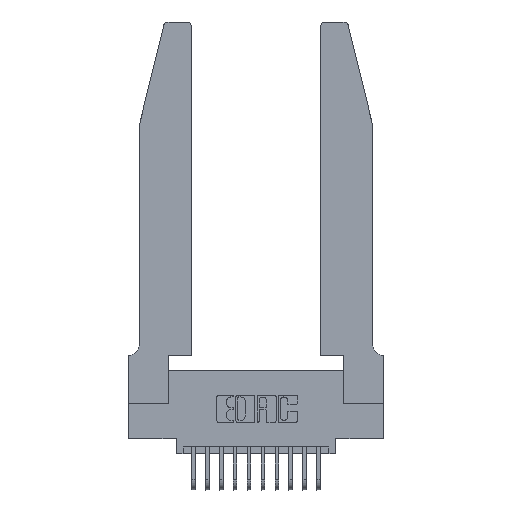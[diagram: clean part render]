
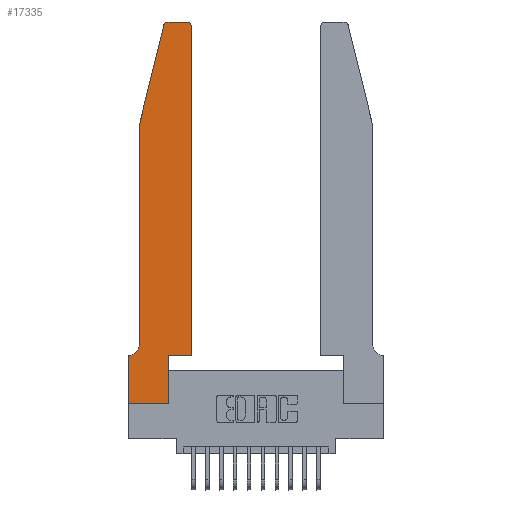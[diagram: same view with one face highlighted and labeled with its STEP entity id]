
A CAD part, top view. The second image highlights one B-rep face of the part: STEP entity #17335.
In plain terms, the highlighted planar face has unit normal (0, 0, 1).
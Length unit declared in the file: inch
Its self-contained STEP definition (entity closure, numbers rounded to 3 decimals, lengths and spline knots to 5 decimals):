
#99 = CARTESIAN_POINT ( 'NONE',  ( 0.2865, 0.35, 0.37 ) ) ;
#162 = CARTESIAN_POINT ( 'NONE',  ( 0.2865, 0., 0.37 ) ) ;
#408 = CARTESIAN_POINT ( 'NONE',  ( 0.284, 2.72, 0.37 ) ) ;
#672 = CARTESIAN_POINT ( 'NONE',  ( 0.0055, 0.35, 0.37 ) ) ;
#960 = DIRECTION ( 'NONE',  ( 0., 0., -1. ) ) ;
#1453 = DIRECTION ( 'NONE',  ( 0., 0., 1. ) ) ;
#1544 = CARTESIAN_POINT ( 'NONE',  ( 0.0755, 2., 0.37 ) ) ;
#1633 = VECTOR ( 'NONE', #5105, 39.37008 ) ;
#1642 = ORIENTED_EDGE ( 'NONE', *, *, #7808, .T. ) ;
#1987 = ORIENTED_EDGE ( 'NONE', *, *, #2107, .T. ) ;
#1997 = CARTESIAN_POINT ( 'NONE',  ( 0.284, 2.75, 0.37 ) ) ;
#2107 = EDGE_CURVE ( 'NONE', #10136, #10169, #12023, .T. ) ;
#2115 = LINE ( 'NONE', #2636, #16338 ) ;
#2225 = EDGE_CURVE ( 'NONE', #11433, #10591, #13799, .T. ) ;
#2258 = CARTESIAN_POINT ( 'NONE',  ( 0.0755, 2., 0.37 ) ) ;
#2370 = VECTOR ( 'NONE', #9550, 39.37008 ) ;
#2636 = CARTESIAN_POINT ( 'NONE',  ( 0., 0., 0.37 ) ) ;
#2703 = EDGE_CURVE ( 'NONE', #12174, #16454, #18080, .T. ) ;
#2722 = LINE ( 'NONE', #99, #14689 ) ;
#2792 = DIRECTION ( 'NONE',  ( 0., -1., 0. ) ) ;
#2918 = EDGE_CURVE ( 'NONE', #17551, #11836, #2722, .T. ) ;
#2919 = ORIENTED_EDGE ( 'NONE', *, *, #13249, .T. ) ;
#3055 = CARTESIAN_POINT ( 'NONE',  ( 0.4505, 0.35, 0.37 ) ) ;
#3414 = VERTEX_POINT ( 'NONE', #17319 ) ;
#3985 = EDGE_CURVE ( 'NONE', #10169, #5369, #12362, .T. ) ;
#4008 = CARTESIAN_POINT ( 'NONE',  ( 0.0055, 0.42, 0.37 ) ) ;
#4135 = LINE ( 'NONE', #12801, #15625 ) ;
#4279 = ORIENTED_EDGE ( 'NONE', *, *, #3985, .T. ) ;
#4532 = DIRECTION ( 'NONE',  ( 1., 0., 0. ) ) ;
#4651 = ORIENTED_EDGE ( 'NONE', *, *, #11459, .T. ) ;
#5105 = DIRECTION ( 'NONE',  ( 0., 1., 0. ) ) ;
#5177 = CARTESIAN_POINT ( 'NONE',  ( 0.2605, 2.75, 0.37 ) ) ;
#5369 = VERTEX_POINT ( 'NONE', #7914 ) ;
#6246 = LINE ( 'NONE', #11409, #17950 ) ;
#6328 = ORIENTED_EDGE ( 'NONE', *, *, #14985, .T. ) ;
#6420 = ORIENTED_EDGE ( 'NONE', *, *, #2703, .T. ) ;
#7341 = VERTEX_POINT ( 'NONE', #1997 ) ;
#7808 = EDGE_CURVE ( 'NONE', #7341, #12174, #18306, .T. ) ;
#7914 = CARTESIAN_POINT ( 'NONE',  ( 0.4205, 2.75, 0.37 ) ) ;
#8055 = LINE ( 'NONE', #3055, #17727 ) ;
#8557 = ORIENTED_EDGE ( 'NONE', *, *, #13713, .T. ) ;
#8565 = DIRECTION ( 'NONE',  ( 0., 0., 1. ) ) ;
#8807 = AXIS2_PLACEMENT_3D ( 'NONE', #408, #8819, #10498 ) ;
#8819 = DIRECTION ( 'NONE',  ( 0., 0., 1. ) ) ;
#9493 = AXIS2_PLACEMENT_3D ( 'NONE', #11561, #8565, #17182 ) ;
#9550 = DIRECTION ( 'NONE',  ( -1., 0., 0. ) ) ;
#9574 = AXIS2_PLACEMENT_3D ( 'NONE', #10085, #1453, #11530 ) ;
#9746 = PLANE ( 'NONE',  #9493 ) ;
#9941 = ORIENTED_EDGE ( 'NONE', *, *, #13520, .T. ) ;
#10015 = EDGE_LOOP ( 'NONE', ( #8557, #1642, #6420, #2919, #16818, #6328, #9941, #12276, #10937, #4651, #1987, #4279 ) ) ;
#10085 = CARTESIAN_POINT ( 'NONE',  ( 0.4205, 2.72, 0.37 ) ) ;
#10136 = VERTEX_POINT ( 'NONE', #10408 ) ;
#10169 = VERTEX_POINT ( 'NONE', #12162 ) ;
#10408 = CARTESIAN_POINT ( 'NONE',  ( 0.4505, 0.35, 0.37 ) ) ;
#10498 = DIRECTION ( 'NONE',  ( 1., 0., 0. ) ) ;
#10579 = VERTEX_POINT ( 'NONE', #12206 ) ;
#10591 = VERTEX_POINT ( 'NONE', #672 ) ;
#10684 = CARTESIAN_POINT ( 'NONE',  ( 0.4505, 0.35, 0.37 ) ) ;
#10809 = CARTESIAN_POINT ( 'NONE',  ( 0.2865, 0.35, 0.37 ) ) ;
#10937 = ORIENTED_EDGE ( 'NONE', *, *, #2918, .T. ) ;
#11164 = DIRECTION ( 'NONE',  ( -1., 0., 0. ) ) ;
#11409 = CARTESIAN_POINT ( 'NONE',  ( 0., 0., 0.37 ) ) ;
#11433 = VERTEX_POINT ( 'NONE', #15911 ) ;
#11459 = EDGE_CURVE ( 'NONE', #11836, #10136, #8055, .T. ) ;
#11530 = DIRECTION ( 'NONE',  ( 1., 0., 0. ) ) ;
#11561 = CARTESIAN_POINT ( 'NONE',  ( 0., 0.35, 0.37 ) ) ;
#11836 = VERTEX_POINT ( 'NONE', #10809 ) ;
#12023 = LINE ( 'NONE', #10684, #1633 ) ;
#12162 = CARTESIAN_POINT ( 'NONE',  ( 0.4505, 2.72, 0.37 ) ) ;
#12174 = VERTEX_POINT ( 'NONE', #16293 ) ;
#12206 = CARTESIAN_POINT ( 'NONE',  ( 0., 0., 0.37 ) ) ;
#12276 = ORIENTED_EDGE ( 'NONE', *, *, #14225, .T. ) ;
#12331 = DIRECTION ( 'NONE',  ( -0.239, -0.971, 0. ) ) ;
#12362 = CIRCLE ( 'NONE', #9574, 0.03 ) ;
#12633 = DIRECTION ( 'NONE',  ( 1., 0., 0. ) ) ;
#12732 = DIRECTION ( 'NONE',  ( -1., 0., 0. ) ) ;
#12801 = CARTESIAN_POINT ( 'NONE',  ( 0.0755, 0.35, 0.37 ) ) ;
#13035 = DIRECTION ( 'NONE',  ( 0., 1., 0. ) ) ;
#13249 = EDGE_CURVE ( 'NONE', #16454, #11433, #15708, .T. ) ;
#13520 = EDGE_CURVE ( 'NONE', #3414, #10579, #6246, .T. ) ;
#13713 = EDGE_CURVE ( 'NONE', #5369, #7341, #16141, .T. ) ;
#13799 = CIRCLE ( 'NONE', #18656, 0.07 ) ;
#14225 = EDGE_CURVE ( 'NONE', #10579, #17551, #2115, .T. ) ;
#14408 = FACE_OUTER_BOUND ( 'NONE', #10015, .T. ) ;
#14689 = VECTOR ( 'NONE', #13035, 39.37008 ) ;
#14985 = EDGE_CURVE ( 'NONE', #10591, #3414, #4135, .T. ) ;
#15257 = VECTOR ( 'NONE', #18705, 39.37008 ) ;
#15625 = VECTOR ( 'NONE', #11164, 39.37008 ) ;
#15708 = LINE ( 'NONE', #15917, #15257 ) ;
#15911 = CARTESIAN_POINT ( 'NONE',  ( 0.0755, 0.42, 0.37 ) ) ;
#15917 = CARTESIAN_POINT ( 'NONE',  ( 0.0755, 2., 0.37 ) ) ;
#16141 = LINE ( 'NONE', #5177, #2370 ) ;
#16293 = CARTESIAN_POINT ( 'NONE',  ( 0.25487, 2.72718, 0.37 ) ) ;
#16338 = VECTOR ( 'NONE', #12633, 39.37008 ) ;
#16454 = VERTEX_POINT ( 'NONE', #1544 ) ;
#16818 = ORIENTED_EDGE ( 'NONE', *, *, #2225, .T. ) ;
#17182 = DIRECTION ( 'NONE',  ( 1., 0., 0. ) ) ;
#17319 = CARTESIAN_POINT ( 'NONE',  ( 0., 0.35, 0.37 ) ) ;
#17335 = ADVANCED_FACE ( 'NONE', ( #14408 ), #9746, .T. ) ;
#17551 = VERTEX_POINT ( 'NONE', #162 ) ;
#17727 = VECTOR ( 'NONE', #4532, 39.37008 ) ;
#17950 = VECTOR ( 'NONE', #2792, 39.37008 ) ;
#18080 = LINE ( 'NONE', #2258, #18532 ) ;
#18306 = CIRCLE ( 'NONE', #8807, 0.03 ) ;
#18532 = VECTOR ( 'NONE', #12331, 39.37008 ) ;
#18656 = AXIS2_PLACEMENT_3D ( 'NONE', #4008, #960, #12732 ) ;
#18705 = DIRECTION ( 'NONE',  ( 0., -1., 0. ) ) ;
